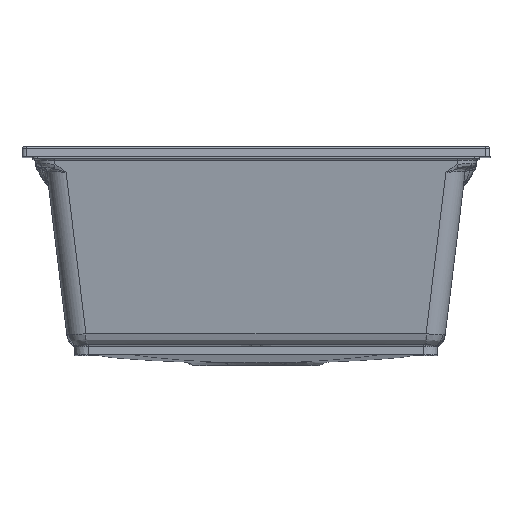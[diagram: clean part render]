
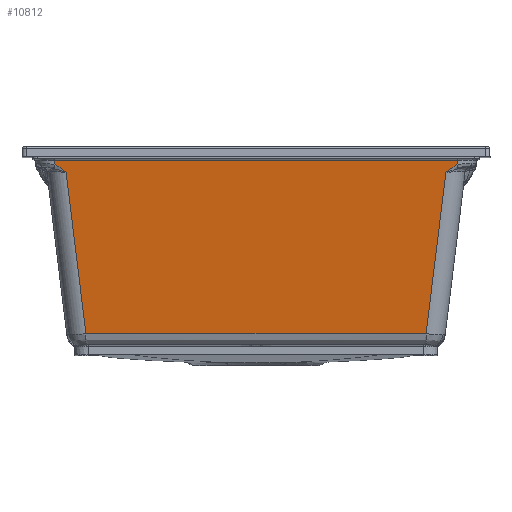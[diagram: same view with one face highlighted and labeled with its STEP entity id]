
A CAD part, top view. The second image highlights one B-rep face of the part: STEP entity #10812.
In plain terms, the highlighted planar face has unit normal (0, -0.122, 0.993).
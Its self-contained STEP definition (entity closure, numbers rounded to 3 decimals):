
#11 = EDGE_LOOP ( 'NONE', ( #20991, #1270, #28254, #17256, #18165, #12066, #15726, #17379 ) ) ;
#449 = VECTOR ( 'NONE', #11874, 1000. ) ;
#995 = DIRECTION ( 'NONE',  ( -0.121, -0.985, -0.121 ) ) ;
#1238 = CARTESIAN_POINT ( 'NONE',  ( -167.55, -184.546, 346.408 ) ) ;
#1270 = ORIENTED_EDGE ( 'NONE', *, *, #22088, .T. ) ;
#1391 = VERTEX_POINT ( 'NONE', #13373 ) ;
#1637 = LINE ( 'NONE', #26943, #18567 ) ;
#2201 = CARTESIAN_POINT ( 'NONE',  ( 191.367, -22.035, 366.362 ) ) ;
#3924 = CARTESIAN_POINT ( 'NONE',  ( 187.3, -25.218, 365.971 ) ) ;
#4122 = CARTESIAN_POINT ( 'NONE',  ( 198.52, -13.756, 367.379 ) ) ;
#4359 = CARTESIAN_POINT ( 'NONE',  ( 190.057, -23.001, 366.243 ) ) ;
#4392 = EDGE_CURVE ( 'NONE', #14927, #13477, #13100, .T. ) ;
#4811 = CARTESIAN_POINT ( 'NONE',  ( -200.073, -1.106, 368.932 ) ) ;
#5536 = CARTESIAN_POINT ( 'NONE',  ( -197.967, -18.262, 366.825 ) ) ;
#6279 = PLANE ( 'NONE',  #7198 ) ;
#6370 = CARTESIAN_POINT ( 'NONE',  ( 188.566, -24.184, 366.098 ) ) ;
#6393 = CARTESIAN_POINT ( 'NONE',  ( -188.779, -24.015, 366.119 ) ) ;
#6440 = EDGE_CURVE ( 'NONE', #20115, #1391, #14810, .T. ) ;
#6573 = CARTESIAN_POINT ( 'NONE',  ( 55.85, -184.818, 346.375 ) ) ;
#6674 = CARTESIAN_POINT ( 'NONE',  ( -187.511, -25.044, 365.993 ) ) ;
#7062 = DIRECTION ( 'NONE',  ( -1., 0., 0. ) ) ;
#7069 = EDGE_CURVE ( 'NONE', #26319, #13477, #20402, .T. ) ;
#7198 = AXIS2_PLACEMENT_3D ( 'NONE', #11588, #16332, #11046 ) ;
#8549 = CARTESIAN_POINT ( 'NONE',  ( -187.933, -24.699, 366.035 ) ) ;
#8854 = CARTESIAN_POINT ( 'NONE',  ( -195.93, -19.112, 366.721 ) ) ;
#8966 = VERTEX_POINT ( 'NONE', #27810 ) ;
#8999 = CARTESIAN_POINT ( 'NONE',  ( -190.057, -23.001, 366.243 ) ) ;
#9711 = VECTOR ( 'NONE', #995, 1000. ) ;
#10032 = B_SPLINE_CURVE_WITH_KNOTS ( 'NONE', 3,
 ( #22648, #3924, #25375, #16168, #6370, #4359, #2201, #11285, #11134, #15584 ),
 .UNSPECIFIED., .F., .F.,
 ( 4, 2, 1, 1, 2, 4 ),
 ( 0., 0.001, 0.002, 0.003, 0.006, 0.013 ),
 .UNSPECIFIED. ) ;
#10812 = ADVANCED_FACE ( 'NONE', ( #23557 ), #6279, .T. ) ;
#11046 = DIRECTION ( 'NONE',  ( 0., -0.993, -0.122 ) ) ;
#11134 = CARTESIAN_POINT ( 'NONE',  ( 195.93, -19.112, 366.721 ) ) ;
#11199 = CARTESIAN_POINT ( 'NONE',  ( -55.85, -184.818, 346.375 ) ) ;
#11285 = CARTESIAN_POINT ( 'NONE',  ( 194.053, -20.203, 366.587 ) ) ;
#11588 = CARTESIAN_POINT ( 'NONE',  ( -200., -1.097, 368.933 ) ) ;
#11874 = DIRECTION ( 'NONE',  ( -0.121, 0.985, 0.121 ) ) ;
#12066 = ORIENTED_EDGE ( 'NONE', *, *, #4392, .T. ) ;
#13100 = B_SPLINE_CURVE_WITH_KNOTS ( 'NONE', 3,
 ( #22814, #8854, #29555, #18485, #8999, #6393, #25553, #8549, #6674, #20508, #29843 ),
 .UNSPECIFIED., .F., .F.,
 ( 4, 2, 1, 2, 2, 4 ),
 ( 0., 0.007, 0.01, 0.011, 0.012, 0.013 ),
 .UNSPECIFIED. ) ;
#13175 = VECTOR ( 'NONE', #7062, 1000. ) ;
#13217 = CARTESIAN_POINT ( 'NONE',  ( 111.7, -184.674, 346.393 ) ) ;
#13373 = CARTESIAN_POINT ( 'NONE',  ( 167.55, -184.546, 346.408 ) ) ;
#13477 = VERTEX_POINT ( 'NONE', #26805 ) ;
#14810 = LINE ( 'NONE', #21860, #9711 ) ;
#14927 = VERTEX_POINT ( 'NONE', #5536 ) ;
#15584 = CARTESIAN_POINT ( 'NONE',  ( 197.967, -18.262, 366.825 ) ) ;
#15726 = ORIENTED_EDGE ( 'NONE', *, *, #7069, .F. ) ;
#16115 = VERTEX_POINT ( 'NONE', #28438 ) ;
#16168 = CARTESIAN_POINT ( 'NONE',  ( 187.933, -24.699, 366.035 ) ) ;
#16332 = DIRECTION ( 'NONE',  ( 0., -0.122, 0.993 ) ) ;
#17184 = VERTEX_POINT ( 'NONE', #4122 ) ;
#17256 = ORIENTED_EDGE ( 'NONE', *, *, #22981, .T. ) ;
#17379 = ORIENTED_EDGE ( 'NONE', *, *, #21664, .T. ) ;
#18092 = CARTESIAN_POINT ( 'NONE',  ( -190.22, 0.086, 369.078 ) ) ;
#18095 = CARTESIAN_POINT ( 'NONE',  ( -111.7, -184.674, 346.393 ) ) ;
#18165 = ORIENTED_EDGE ( 'NONE', *, *, #25551, .F. ) ;
#18485 = CARTESIAN_POINT ( 'NONE',  ( -191.367, -22.035, 366.362 ) ) ;
#18567 = VECTOR ( 'NONE', #22346, 1000. ) ;
#18729 = LINE ( 'NONE', #28077, #13175 ) ;
#20115 = VERTEX_POINT ( 'NONE', #23197 ) ;
#20402 = LINE ( 'NONE', #18092, #26878 ) ;
#20508 = CARTESIAN_POINT ( 'NONE',  ( -187.3, -25.218, 365.971 ) ) ;
#20980 = B_SPLINE_CURVE_WITH_KNOTS ( 'NONE', 3,
 ( #1238, #18095, #11199, #6573, #13217, #22408 ),
 .UNSPECIFIED., .F., .F.,
 ( 4, 2, 4 ),
 ( 0., 0.168, 0.335 ),
 .UNSPECIFIED. ) ;
#20991 = ORIENTED_EDGE ( 'NONE', *, *, #6440, .F. ) ;
#21664 = EDGE_CURVE ( 'NONE', #26319, #1391, #20980, .T. ) ;
#21860 = CARTESIAN_POINT ( 'NONE',  ( 181., -75.004, 359.858 ) ) ;
#22088 = EDGE_CURVE ( 'NONE', #20115, #16115, #10032, .T. ) ;
#22346 = DIRECTION ( 'NONE',  ( -0.121, -0.985, -0.121 ) ) ;
#22408 = CARTESIAN_POINT ( 'NONE',  ( 167.55, -184.546, 346.408 ) ) ;
#22578 = CARTESIAN_POINT ( 'NONE',  ( -167.55, -184.546, 346.408 ) ) ;
#22648 = CARTESIAN_POINT ( 'NONE',  ( 187.092, -25.391, 365.95 ) ) ;
#22814 = CARTESIAN_POINT ( 'NONE',  ( -197.967, -18.262, 366.825 ) ) ;
#22981 = EDGE_CURVE ( 'NONE', #17184, #8966, #18729, .T. ) ;
#23197 = CARTESIAN_POINT ( 'NONE',  ( 187.092, -25.391, 365.95 ) ) ;
#23557 = FACE_OUTER_BOUND ( 'NONE', #11, .T. ) ;
#25375 = CARTESIAN_POINT ( 'NONE',  ( 187.511, -25.044, 365.993 ) ) ;
#25551 = EDGE_CURVE ( 'NONE', #14927, #8966, #27569, .T. ) ;
#25553 = CARTESIAN_POINT ( 'NONE',  ( -188.144, -24.527, 366.056 ) ) ;
#26319 = VERTEX_POINT ( 'NONE', #22578 ) ;
#26805 = CARTESIAN_POINT ( 'NONE',  ( -187.092, -25.391, 365.95 ) ) ;
#26878 = VECTOR ( 'NONE', #27453, 1000. ) ;
#26943 = CARTESIAN_POINT ( 'NONE',  ( 191., -75.004, 359.858 ) ) ;
#27056 = EDGE_CURVE ( 'NONE', #17184, #16115, #1637, .T. ) ;
#27453 = DIRECTION ( 'NONE',  ( -0.121, 0.985, 0.121 ) ) ;
#27569 = LINE ( 'NONE', #4811, #449 ) ;
#27810 = CARTESIAN_POINT ( 'NONE',  ( -198.52, -13.756, 367.379 ) ) ;
#28077 = CARTESIAN_POINT ( 'NONE',  ( -200., -13.756, 367.379 ) ) ;
#28254 = ORIENTED_EDGE ( 'NONE', *, *, #27056, .F. ) ;
#28438 = CARTESIAN_POINT ( 'NONE',  ( 197.967, -18.262, 366.825 ) ) ;
#29555 = CARTESIAN_POINT ( 'NONE',  ( -194.053, -20.203, 366.587 ) ) ;
#29843 = CARTESIAN_POINT ( 'NONE',  ( -187.092, -25.391, 365.95 ) ) ;
